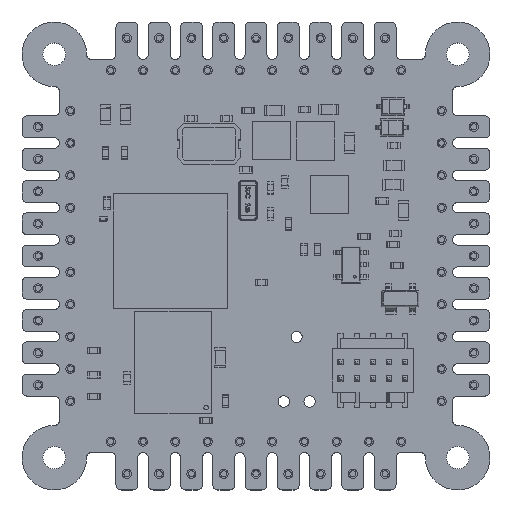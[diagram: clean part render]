
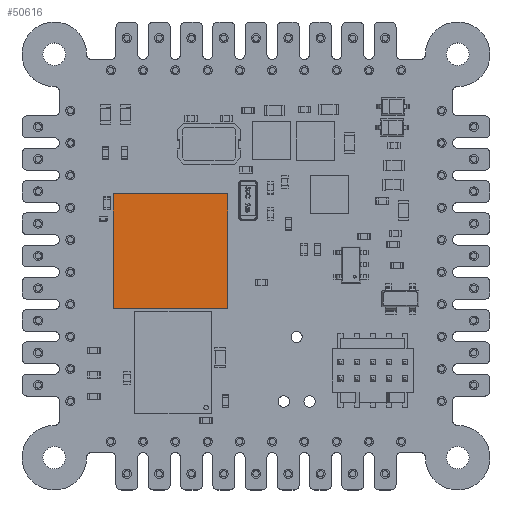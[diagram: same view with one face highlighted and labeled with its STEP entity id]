
A CAD part, top view. The second image highlights one B-rep face of the part: STEP entity #50616.
In plain terms, the highlighted planar face has unit normal (0, 0, 1).
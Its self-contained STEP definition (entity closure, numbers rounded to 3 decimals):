
#50487 = VERTEX_POINT('',#50488);
#50488 = CARTESIAN_POINT('',(-4.5,-4.5,0.85));
#50494 = EDGE_CURVE('',#50487,#50495,#50497,.T.);
#50495 = VERTEX_POINT('',#50496);
#50496 = CARTESIAN_POINT('',(-4.5,4.5,0.85));
#50497 = LINE('',#50498,#50499);
#50498 = CARTESIAN_POINT('',(-4.5,-4.5,0.85));
#50499 = VECTOR('',#50500,1.);
#50500 = DIRECTION('',(0.,1.,0.));
#50525 = EDGE_CURVE('',#50495,#50526,#50528,.T.);
#50526 = VERTEX_POINT('',#50527);
#50527 = CARTESIAN_POINT('',(4.5,4.5,0.85));
#50528 = LINE('',#50529,#50530);
#50529 = CARTESIAN_POINT('',(-4.5,4.5,0.85));
#50530 = VECTOR('',#50531,1.);
#50531 = DIRECTION('',(1.,0.,0.));
#50556 = EDGE_CURVE('',#50526,#50557,#50559,.T.);
#50557 = VERTEX_POINT('',#50558);
#50558 = CARTESIAN_POINT('',(4.5,-4.5,0.85));
#50559 = LINE('',#50560,#50561);
#50560 = CARTESIAN_POINT('',(4.5,4.5,0.85));
#50561 = VECTOR('',#50562,1.);
#50562 = DIRECTION('',(0.,-1.,0.));
#50587 = EDGE_CURVE('',#50557,#50487,#50588,.T.);
#50588 = LINE('',#50589,#50590);
#50589 = CARTESIAN_POINT('',(4.5,-4.5,0.85));
#50590 = VECTOR('',#50591,1.);
#50591 = DIRECTION('',(-1.,0.,0.));
#50616 = ADVANCED_FACE('',(#50617),#50623,.F.);
#50617 = FACE_BOUND('',#50618,.F.);
#50618 = EDGE_LOOP('',(#50619,#50620,#50621,#50622));
#50619 = ORIENTED_EDGE('',*,*,#50494,.T.);
#50620 = ORIENTED_EDGE('',*,*,#50525,.T.);
#50621 = ORIENTED_EDGE('',*,*,#50556,.T.);
#50622 = ORIENTED_EDGE('',*,*,#50587,.T.);
#50623 = PLANE('',#50624);
#50624 = AXIS2_PLACEMENT_3D('',#50625,#50626,#50627);
#50625 = CARTESIAN_POINT('',(0.,0.,
    0.85));
#50626 = DIRECTION('',(-0.,-0.,-1.));
#50627 = DIRECTION('',(-1.,0.,0.));
